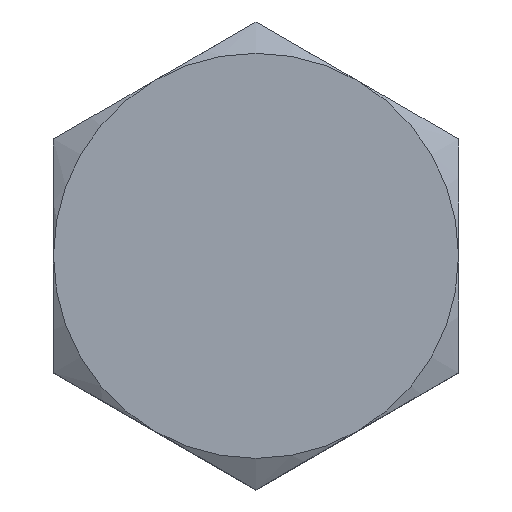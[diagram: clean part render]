
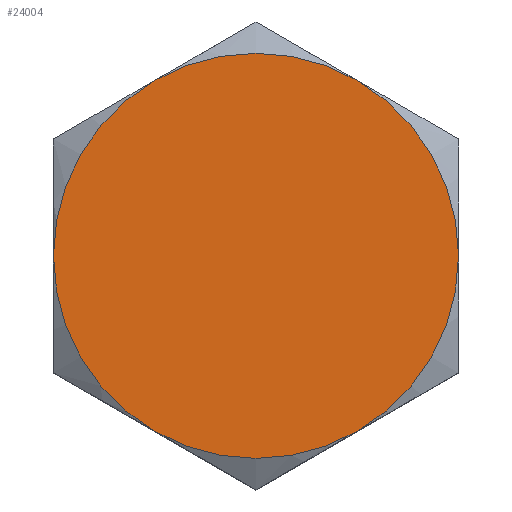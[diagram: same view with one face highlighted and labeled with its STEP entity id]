
A CAD part, top view. The second image highlights one B-rep face of the part: STEP entity #24004.
In plain terms, the highlighted planar face has unit normal (0, 0, 1).
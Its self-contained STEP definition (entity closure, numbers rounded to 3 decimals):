
#23927=AXIS2_PLACEMENT_3D('Circle Axis2P3D',#23925,#23926,$) ;
#23938=AXIS2_PLACEMENT_3D('Circle Axis2P3D',#23936,#23937,$) ;
#23949=AXIS2_PLACEMENT_3D('Circle Axis2P3D',#23947,#23948,$) ;
#23960=AXIS2_PLACEMENT_3D('Circle Axis2P3D',#23958,#23959,$) ;
#23971=AXIS2_PLACEMENT_3D('Circle Axis2P3D',#23969,#23970,$) ;
#23982=AXIS2_PLACEMENT_3D('Circle Axis2P3D',#23980,#23981,$) ;
#23994=AXIS2_PLACEMENT_3D('Plane Axis2P3D',#23991,#23992,#23993) ;
#23627=CARTESIAN_POINT('Vertex',(-3.969,0.,3.048)) ;
#23684=CARTESIAN_POINT('Vertex',(-1.984,3.437,3.048)) ;
#23734=CARTESIAN_POINT('Vertex',(1.984,3.437,3.048)) ;
#23784=CARTESIAN_POINT('Vertex',(3.969,0.,3.048)) ;
#23834=CARTESIAN_POINT('Vertex',(1.984,-3.437,3.048)) ;
#23882=CARTESIAN_POINT('Vertex',(-1.984,-3.437,3.048)) ;
#23925=CARTESIAN_POINT('Axis2P3D Location',(0.,0.,3.048)) ;
#23936=CARTESIAN_POINT('Axis2P3D Location',(0.,0.,3.048)) ;
#23947=CARTESIAN_POINT('Axis2P3D Location',(0.,0.,3.048)) ;
#23958=CARTESIAN_POINT('Axis2P3D Location',(0.,0.,3.048)) ;
#23969=CARTESIAN_POINT('Axis2P3D Location',(0.,0.,3.048)) ;
#23980=CARTESIAN_POINT('Axis2P3D Location',(0.,0.,3.048)) ;
#23991=CARTESIAN_POINT('Axis2P3D Location',(-3.969,6.874,3.048)) ;
#23926=DIRECTION('Axis2P3D Direction',(0.,0.,-1.)) ;
#23937=DIRECTION('Axis2P3D Direction',(0.,0.,-1.)) ;
#23948=DIRECTION('Axis2P3D Direction',(0.,0.,-1.)) ;
#23959=DIRECTION('Axis2P3D Direction',(0.,0.,-1.)) ;
#23970=DIRECTION('Axis2P3D Direction',(0.,0.,-1.)) ;
#23981=DIRECTION('Axis2P3D Direction',(0.,0.,-1.)) ;
#23992=DIRECTION('Axis2P3D Direction',(0.,0.,-1.)) ;
#23993=DIRECTION('Axis2P3D XDirection',(-1.,0.,0.)) ;
#23997=ORIENTED_EDGE('',*,*,#23940,.F.) ;
#23998=ORIENTED_EDGE('',*,*,#23929,.F.) ;
#23999=ORIENTED_EDGE('',*,*,#23984,.F.) ;
#24000=ORIENTED_EDGE('',*,*,#23973,.F.) ;
#24001=ORIENTED_EDGE('',*,*,#23962,.T.) ;
#24002=ORIENTED_EDGE('',*,*,#23951,.F.) ;
#24004=ADVANCED_FACE('Extrude13',(#24003),#23995,.F.) ;
#23928=CIRCLE('generated circle',#23927,3.969) ;
#23939=CIRCLE('generated circle',#23938,3.969) ;
#23950=CIRCLE('generated circle',#23949,3.969) ;
#23961=CIRCLE('generated circle',#23960,3.969) ;
#23972=CIRCLE('generated circle',#23971,3.969) ;
#23983=CIRCLE('generated circle',#23982,3.969) ;
#23929=EDGE_CURVE('',#23883,#23628,#23928,.T.) ;
#23940=EDGE_CURVE('',#23628,#23685,#23939,.T.) ;
#23951=EDGE_CURVE('',#23685,#23735,#23950,.T.) ;
#23962=EDGE_CURVE('',#23785,#23735,#23961,.F.) ;
#23973=EDGE_CURVE('',#23785,#23835,#23972,.T.) ;
#23984=EDGE_CURVE('',#23835,#23883,#23983,.T.) ;
#23996=EDGE_LOOP('',(#23997,#23998,#23999,#24000,#24001,#24002)) ;
#24003=FACE_OUTER_BOUND('',#23996,.T.) ;
#23995=PLANE('',#23994) ;
#23628=VERTEX_POINT('',#23627) ;
#23685=VERTEX_POINT('',#23684) ;
#23735=VERTEX_POINT('',#23734) ;
#23785=VERTEX_POINT('',#23784) ;
#23835=VERTEX_POINT('',#23834) ;
#23883=VERTEX_POINT('',#23882) ;
